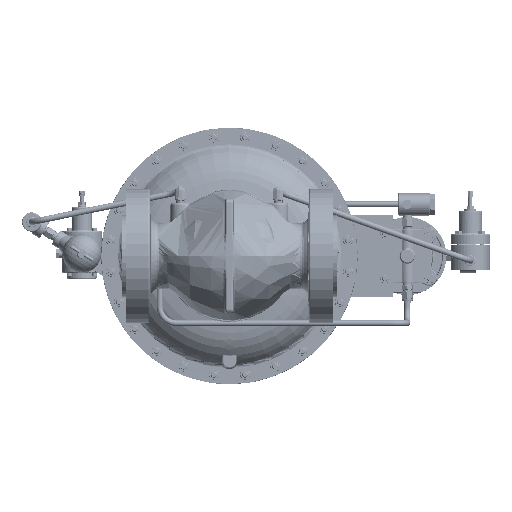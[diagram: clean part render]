
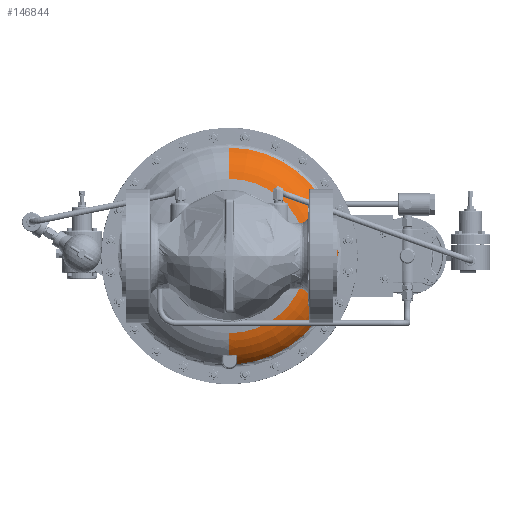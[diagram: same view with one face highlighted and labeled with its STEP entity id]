
A CAD part, front view. The second image highlights one B-rep face of the part: STEP entity #146844.
In plain terms, the highlighted toroidal (fillet/blend) face has major radius 106.491 mm and minor radius 71.438 mm.
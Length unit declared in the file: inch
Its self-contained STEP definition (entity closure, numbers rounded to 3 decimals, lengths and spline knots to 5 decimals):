
#2433 = CARTESIAN_POINT ( 'NONE',  ( 0., 14.90381, -4.19257 ) ) ;
#3399 = CARTESIAN_POINT ( 'NONE',  ( 0., 12.825, -6.08697 ) ) ;
#4298 = CARTESIAN_POINT ( 'NONE',  ( 0., 12.14467, -4.73785 ) ) ;
#12035 = CARTESIAN_POINT ( 'NONE',  ( 0.44687, 12.86058, -6.10898 ) ) ;
#12133 = EDGE_CURVE ( 'NONE', #231051, #312309, #234449, .T. ) ;
#24912 = VERTEX_POINT ( 'NONE', #164253 ) ;
#28864 = EDGE_CURVE ( 'NONE', #312309, #24912, #392245, .T. ) ;
#38835 = EDGE_LOOP ( 'NONE', ( #73161, #388199, #221680, #79014, #252784, #384103, #130618, #249671, #242640 ) ) ;
#41628 = CIRCLE ( 'NONE', #111964, 4.73785 ) ;
#42206 = CARTESIAN_POINT ( 'NONE',  ( 0., 13.54351, 0. ) ) ;
#44243 = EDGE_CURVE ( 'NONE', #180576, #159068, #345302, .T. ) ;
#48494 = CARTESIAN_POINT ( 'NONE',  ( 0.48296, 12.94302, -6.19006 ) ) ;
#53750 = CARTESIAN_POINT ( 'NONE',  ( 0.46185, 13.54351, -6.63818 ) ) ;
#63421 = CARTESIAN_POINT ( 'NONE',  ( 0.48633, 13.04115, -6.28214 ) ) ;
#68159 = DIRECTION ( 'NONE',  ( -1., 0., 0. ) ) ;
#68396 = B_SPLINE_CURVE_WITH_KNOTS ( 'NONE', 3,
 ( #246281, #156160, #63421, #129174, #248896, #372543 ),
 .UNSPECIFIED., .F., .F.,
 ( 4, 2, 4 ),
 ( 0., 0.00513, 0.01025 ),
 .UNSPECIFIED. ) ;
#73161 = ORIENTED_EDGE ( 'NONE', *, *, #148270, .T. ) ;
#75032 = AXIS2_PLACEMENT_3D ( 'NONE', #181905, #152358, #397074 ) ;
#79014 = ORIENTED_EDGE ( 'NONE', *, *, #28864, .F. ) ;
#89765 = CARTESIAN_POINT ( 'NONE',  ( 0., 14.90381, 4.19257 ) ) ;
#103466 = CARTESIAN_POINT ( 'NONE',  ( 0.37797, 12.82608, -6.07641 ) ) ;
#108508 = CARTESIAN_POINT ( 'NONE',  ( 0.49359, 13.25135, -6.44957 ) ) ;
#111964 = AXIS2_PLACEMENT_3D ( 'NONE', #385298, #203733, #359611 ) ;
#118341 = EDGE_CURVE ( 'NONE', #231051, #180576, #122338, .T. ) ;
#122338 = CIRCLE ( 'NONE', #137370, 6.08697 ) ;
#129174 = CARTESIAN_POINT ( 'NONE',  ( 0.48988, 13.14398, -6.36868 ) ) ;
#130618 = ORIENTED_EDGE ( 'NONE', *, *, #44243, .T. ) ;
#132579 = CARTESIAN_POINT ( 'NONE',  ( 0., 14.90381, 0. ) ) ;
#132728 = CIRCLE ( 'NONE', #389342, 2.8125 ) ;
#133042 = CARTESIAN_POINT ( 'NONE',  ( 0.39625, 12.83026, -6.07983 ) ) ;
#134370 = CARTESIAN_POINT ( 'NONE',  ( 0.36861, 12.825, -6.0758 ) ) ;
#136018 = VERTEX_POINT ( 'NONE', #284707 ) ;
#136774 = AXIS2_PLACEMENT_3D ( 'NONE', #2433, #68159, #222713 ) ;
#137370 = AXIS2_PLACEMENT_3D ( 'NONE', #347907, #315719, #225578 ) ;
#139416 = CARTESIAN_POINT ( 'NONE',  ( 0.49524, 13.29884, -6.48403 ) ) ;
#146844 = ADVANCED_FACE ( 'NONE', ( #332454 ), #351717, .T. ) ;
#148270 = EDGE_CURVE ( 'NONE', #284731, #241672, #322339, .T. ) ;
#152358 = DIRECTION ( 'NONE',  ( 0., -1., 0. ) ) ;
#156160 = CARTESIAN_POINT ( 'NONE',  ( 0.48461, 12.99124, -6.23697 ) ) ;
#159068 = VERTEX_POINT ( 'NONE', #48494 ) ;
#162621 = CARTESIAN_POINT ( 'NONE',  ( 0.46216, 12.87763, -6.12582 ) ) ;
#164253 = CARTESIAN_POINT ( 'NONE',  ( 4.73785, 12.14467, 0. ) ) ;
#171107 = CARTESIAN_POINT ( 'NONE',  ( 0., 13.54351, 6.65423 ) ) ;
#180576 = VERTEX_POINT ( 'NONE', #256578 ) ;
#181905 = CARTESIAN_POINT ( 'NONE',  ( 0., 12.14467, 0. ) ) ;
#189005 = DIRECTION ( 'NONE',  ( 1., 0., 0. ) ) ;
#194897 = CARTESIAN_POINT ( 'NONE',  ( 0.49359, 13.25135, -6.44957 ) ) ;
#195408 = DIRECTION ( 'NONE',  ( 0., -1., 0. ) ) ;
#196133 = EDGE_CURVE ( 'NONE', #159068, #274791, #68396, .T. ) ;
#196735 = DIRECTION ( 'NONE',  ( 0., 0., 1. ) ) ;
#199593 = DIRECTION ( 'NONE',  ( 0., 0., -1. ) ) ;
#203733 = DIRECTION ( 'NONE',  ( 0., -1., 0. ) ) ;
#203869 = CARTESIAN_POINT ( 'NONE',  ( 0.48185, 13.44426, -6.57979 ) ) ;
#221680 = ORIENTED_EDGE ( 'NONE', *, *, #234193, .F. ) ;
#222713 = DIRECTION ( 'NONE',  ( 0., 0., 1. ) ) ;
#225578 = DIRECTION ( 'NONE',  ( 0., 0., 1. ) ) ;
#231051 = VERTEX_POINT ( 'NONE', #3399 ) ;
#234193 = EDGE_CURVE ( 'NONE', #24912, #136018, #41628, .T. ) ;
#234449 = CIRCLE ( 'NONE', #136774, 2.8125 ) ;
#241672 = VERTEX_POINT ( 'NONE', #171107 ) ;
#242640 = ORIENTED_EDGE ( 'NONE', *, *, #329925, .T. ) ;
#246281 = CARTESIAN_POINT ( 'NONE',  ( 0.48296, 12.94302, -6.19006 ) ) ;
#248896 = CARTESIAN_POINT ( 'NONE',  ( 0.49171, 13.19691, -6.41007 ) ) ;
#249671 = ORIENTED_EDGE ( 'NONE', *, *, #196133, .T. ) ;
#252784 = ORIENTED_EDGE ( 'NONE', *, *, #12133, .F. ) ;
#254056 = CARTESIAN_POINT ( 'NONE',  ( 0.40488, 12.83332, -6.0826 ) ) ;
#256578 = CARTESIAN_POINT ( 'NONE',  ( 0.35904, 12.825, -6.07637 ) ) ;
#256694 = CARTESIAN_POINT ( 'NONE',  ( 0.42081, 12.84087, -6.08973 ) ) ;
#260432 = AXIS2_PLACEMENT_3D ( 'NONE', #42206, #195408, #196735 ) ;
#265594 = EDGE_CURVE ( 'NONE', #241672, #136018, #132728, .T. ) ;
#265714 = CARTESIAN_POINT ( 'NONE',  ( 0.47321, 13.49356, -6.60972 ) ) ;
#274791 = VERTEX_POINT ( 'NONE', #194897 ) ;
#283655 = CARTESIAN_POINT ( 'NONE',  ( 0.44104, 12.85516, -6.10364 ) ) ;
#284707 = CARTESIAN_POINT ( 'NONE',  ( 0., 12.14467, 4.73785 ) ) ;
#284731 = VERTEX_POINT ( 'NONE', #53750 ) ;
#284964 = CARTESIAN_POINT ( 'NONE',  ( 0.35904, 12.825, -6.07637 ) ) ;
#286308 = CARTESIAN_POINT ( 'NONE',  ( 0.48296, 12.94302, -6.19006 ) ) ;
#287158 = DIRECTION ( 'NONE',  ( 0., -1., 0. ) ) ;
#296633 = CARTESIAN_POINT ( 'NONE',  ( 0.49286, 13.3469, -6.51694 ) ) ;
#312309 = VERTEX_POINT ( 'NONE', #4298 ) ;
#312626 = B_SPLINE_CURVE_WITH_KNOTS ( 'NONE', 3,
 ( #108508, #139416, #296633, #203869, #265714, #359732 ),
 .UNSPECIFIED., .F., .F.,
 ( 4, 2, 4 ),
 ( 0., 0.00443, 0.00887 ),
 .UNSPECIFIED. ) ;
#313269 = CARTESIAN_POINT ( 'NONE',  ( 0.48249, 12.92939, -6.1768 ) ) ;
#315719 = DIRECTION ( 'NONE',  ( 0., -1., 0. ) ) ;
#322339 = CIRCLE ( 'NONE', #260432, 6.65423 ) ;
#329925 = EDGE_CURVE ( 'NONE', #274791, #284731, #312626, .T. ) ;
#332454 = FACE_OUTER_BOUND ( 'NONE', #38835, .T. ) ;
#339949 = AXIS2_PLACEMENT_3D ( 'NONE', #132579, #287158, #347615 ) ;
#344134 = CARTESIAN_POINT ( 'NONE',  ( 0.47978, 12.91605, -6.16374 ) ) ;
#345302 = B_SPLINE_CURVE_WITH_KNOTS ( 'NONE', 3,
 ( #284964, #134370, #103466, #133042, #254056, #256694, #375045, #283655, #12035, #162621, #379026, #344134, #313269, #286308 ),
 .UNSPECIFIED., .F., .F.,
 ( 4, 2, 2, 2, 2, 2, 4 ),
 ( 0., 0.00072, 0.00144, 0.00216, 0.00288, 0.00431, 0.00575 ),
 .UNSPECIFIED. ) ;
#347615 = DIRECTION ( 'NONE',  ( 0., 0., -1. ) ) ;
#347907 = CARTESIAN_POINT ( 'NONE',  ( 0., 12.825, 0. ) ) ;
#351717 = TOROIDAL_SURFACE ( 'NONE', #339949, 4.19257, 2.8125 ) ;
#359611 = DIRECTION ( 'NONE',  ( 0., 0., -1. ) ) ;
#359732 = CARTESIAN_POINT ( 'NONE',  ( 0.46185, 13.54351, -6.63818 ) ) ;
#372543 = CARTESIAN_POINT ( 'NONE',  ( 0.49359, 13.25135, -6.44957 ) ) ;
#375045 = CARTESIAN_POINT ( 'NONE',  ( 0.42808, 12.84536, -6.09407 ) ) ;
#379026 = CARTESIAN_POINT ( 'NONE',  ( 0.46954, 12.88998, -6.13806 ) ) ;
#384103 = ORIENTED_EDGE ( 'NONE', *, *, #118341, .T. ) ;
#385298 = CARTESIAN_POINT ( 'NONE',  ( 0., 12.14467, 0. ) ) ;
#388199 = ORIENTED_EDGE ( 'NONE', *, *, #265594, .T. ) ;
#389342 = AXIS2_PLACEMENT_3D ( 'NONE', #89765, #189005, #199593 ) ;
#392245 = CIRCLE ( 'NONE', #75032, 4.73785 ) ;
#397074 = DIRECTION ( 'NONE',  ( 0., 0., -1. ) ) ;
